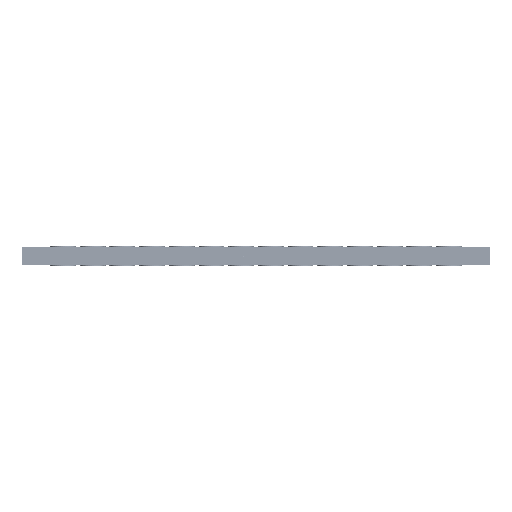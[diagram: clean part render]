
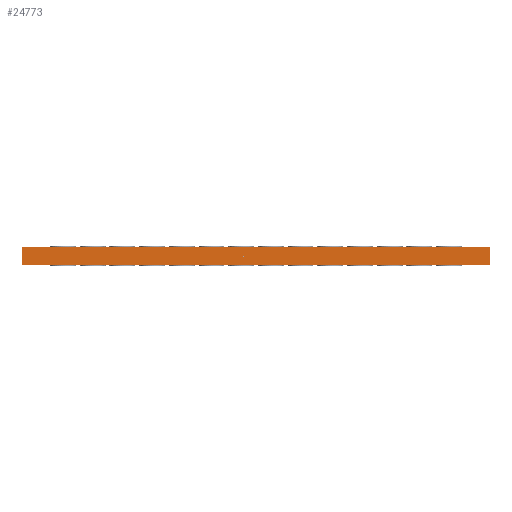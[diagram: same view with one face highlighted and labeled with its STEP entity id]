
A CAD part, left-side view. The second image highlights one B-rep face of the part: STEP entity #24773.
In plain terms, the highlighted planar face has unit normal (-1, 0, 0).
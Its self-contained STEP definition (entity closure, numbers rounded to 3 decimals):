
#1907=PLANE('',#28317);
#3557=FACE_OUTER_BOUND('',#5767,.T.);
#5767=EDGE_LOOP('',(#21411,#21412,#21413,#21414));
#7621=LINE('',#43462,#8861);
#7622=LINE('',#43465,#8862);
#7623=LINE('',#43467,#8863);
#7624=LINE('',#43468,#8864);
#8861=VECTOR('',#36609,10.);
#8862=VECTOR('',#36612,10.);
#8863=VECTOR('',#36613,10.);
#8864=VECTOR('',#36614,10.);
#12823=VERTEX_POINT('',#43458);
#12824=VERTEX_POINT('',#43460);
#12825=VERTEX_POINT('',#43464);
#12826=VERTEX_POINT('',#43466);
#15941=EDGE_CURVE('',#12823,#12824,#7621,.T.);
#15942=EDGE_CURVE('',#12823,#12825,#7622,.T.);
#15943=EDGE_CURVE('',#12826,#12824,#7623,.T.);
#15944=EDGE_CURVE('',#12825,#12826,#7624,.T.);
#21411=ORIENTED_EDGE('',*,*,#15942,.F.);
#21412=ORIENTED_EDGE('',*,*,#15941,.T.);
#21413=ORIENTED_EDGE('',*,*,#15943,.F.);
#21414=ORIENTED_EDGE('',*,*,#15944,.F.);
#24773=ADVANCED_FACE('',(#3557),#1907,.T.);
#28317=AXIS2_PLACEMENT_3D('',#43463,#36610,#36611);
#36609=DIRECTION('',(0.,0.,1.));
#36610=DIRECTION('center_axis',(-1.,0.,0.));
#36611=DIRECTION('ref_axis',(0.,-1.,0.));
#36612=DIRECTION('',(0.,1.,0.));
#36613=DIRECTION('',(0.,-1.,0.));
#36614=DIRECTION('',(0.,0.,1.));
#43458=CARTESIAN_POINT('',(-30.,-20.,0.));
#43460=CARTESIAN_POINT('',(-30.,-20.,1.6));
#43462=CARTESIAN_POINT('',(-30.,-20.,0.));
#43463=CARTESIAN_POINT('Origin',(-30.,20.,0.));
#43464=CARTESIAN_POINT('',(-30.,20.,0.));
#43465=CARTESIAN_POINT('',(-30.,-20.,0.));
#43466=CARTESIAN_POINT('',(-30.,20.,1.6));
#43467=CARTESIAN_POINT('',(-30.,-20.,1.6));
#43468=CARTESIAN_POINT('',(-30.,20.,0.));
